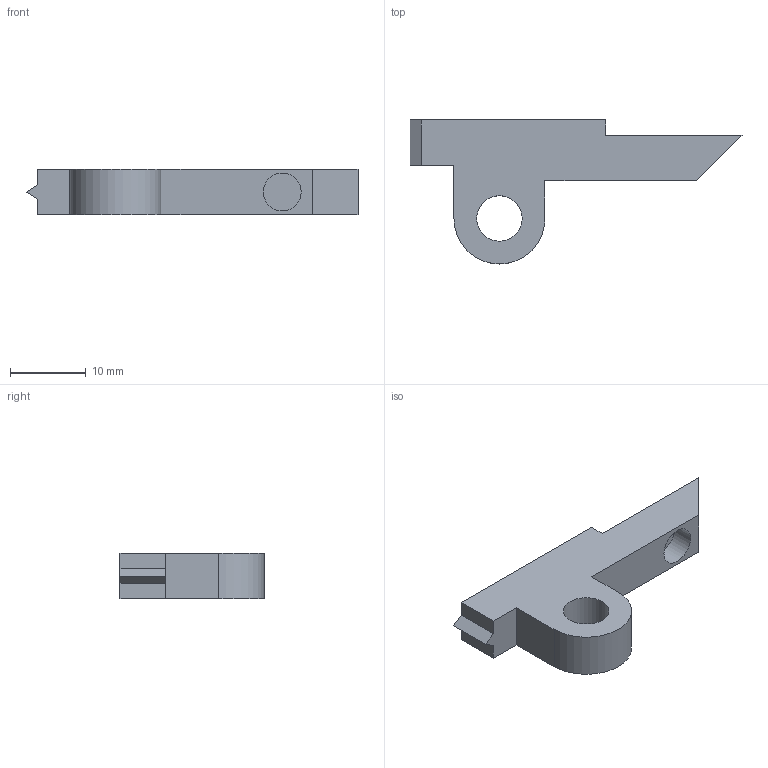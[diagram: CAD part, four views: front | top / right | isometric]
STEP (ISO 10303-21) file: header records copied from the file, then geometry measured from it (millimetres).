
FILE_DESCRIPTION(/* description */ (''),/* implementation_level */ '2;1');
FILE_NAME(/* name */ 'chariot_blocage_angulaire_levier.stp',/* time_stamp */ '2021-03-29T18:27:50+02:00',/* author */ ('Utilisateur'),/* organization */ (''),/* preprocessor_version */ 'ST-DEVELOPER v16.5',/* originating_system */ 'Autodesk Inventor 2017',/* authorisation */ '');
FILE_SCHEMA (('AUTOMOTIVE_DESIGN { 1 0 10303 214 3 1 1 }'));
Length unit declared in the file: millimetre
Products named in the file (1): chariot_blocage_angulaire_levier
Bounding box: 43.8 x 19 x 6 mm (x, y, z)
Volume: 2134.1 mm3; surface area: 1584.7 mm2
Topology: 1 solids, 1 shells, 18 faces, 46 edges, 31 vertices
Faces by surface type: plane 15, cylinder 3
Full cylindrical faces by diameter (mm): 5 x1, 6 x1
Entity records: 559 total; most frequent: CARTESIAN_POINT 92, DIRECTION 87, ORIENTED_EDGE 86, EDGE_CURVE 43, LINE 37, VECTOR 37, VERTEX_POINT 30, AXIS2_PLACEMENT_3D 25
